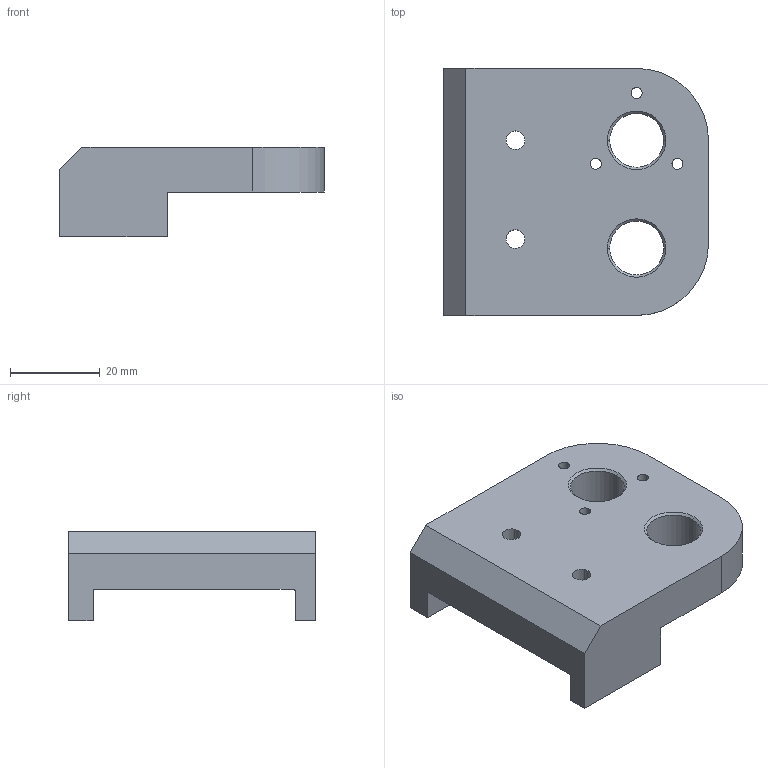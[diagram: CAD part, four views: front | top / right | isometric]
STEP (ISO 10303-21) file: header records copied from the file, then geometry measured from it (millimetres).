
FILE_DESCRIPTION(('CATIA V5 STEP Exchange'),'2;1');
FILE_NAME('002-Ferrure-Gauche.stp','2019-12-05T18:21:40+00:00',('none'),('none'),'CATIA Version 5 Release 11 (IN-9)','CATIA V5 STEP AP203',' none');
FILE_SCHEMA(('CONFIG_CONTROL_DESIGN'));
Length unit declared in the file: millimetre
Products named in the file (1): 002-Ferrure-Gauche
Bounding box: 59 x 55 x 20 mm (x, y, z)
Volume: 33532.3 mm3; surface area: 10253.7 mm2
Topology: 1 solids, 1 shells, 38 faces, 100 edges, 64 vertices
Faces by surface type: cylinder 17, plane 13, cone 8
Entity records: 1170 total; most frequent: ORIENTED_EDGE 200, CARTESIAN_POINT 195, DIRECTION 160, EDGE_CURVE 100, AXIS2_PLACEMENT_3D 73, VERTEX_POINT 64, VECTOR 58, LINE 58
